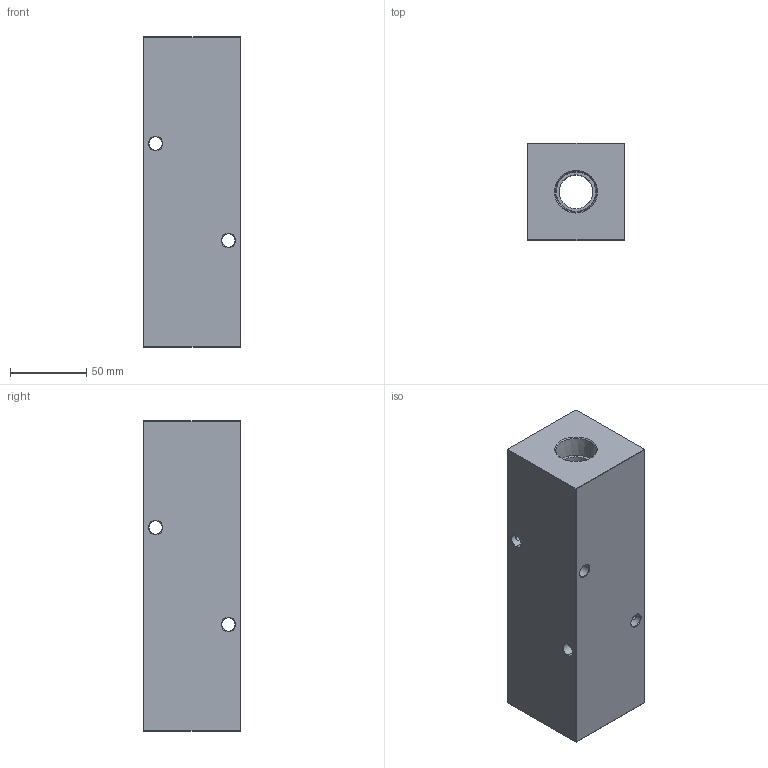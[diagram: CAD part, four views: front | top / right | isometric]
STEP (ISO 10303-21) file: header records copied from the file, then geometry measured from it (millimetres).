
FILE_DESCRIPTION (( 'STEP AP214' ), '1' );
FILE_NAME ('HM-3-0-P-12-8.STEP', '2020-02-28T20:29:07', ( '' ), ( '' ), 'SwSTEP 2.0', 'SolidWorks 2019', '' );
FILE_SCHEMA (( 'AUTOMOTIVE_DESIGN' ));
Length unit declared in the file: inch
Products named in the file (1): HM-3-0-P-12-8
Bounding box: 63.5 x 63.5 x 203.2 mm (x, y, z)
Volume: 701712.1 mm3; surface area: 81612 mm2
Topology: 1 solids, 1 shells, 488 faces, 1275 edges, 832 vertices
Faces by surface type: plane 238, bspline 196, cone 30, cylinder 24
Entity records: 30749 total; most frequent: CARTESIAN_POINT 13952, ORIENTED_EDGE 2550, DIRECTION 1521, EDGE_CURVE 1275, VERTEX_POINT 832, VECTOR 787, LINE 787, EDGE_LOOP 551
